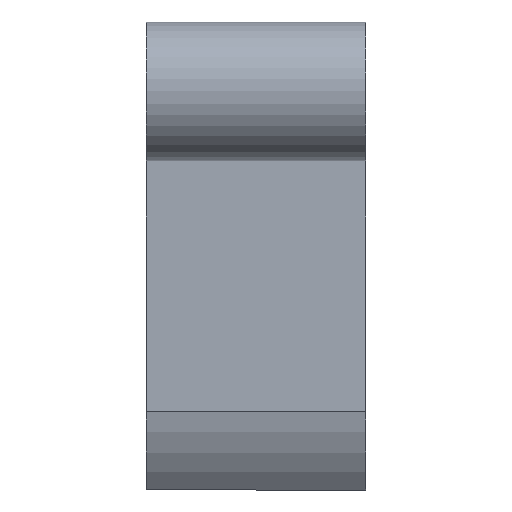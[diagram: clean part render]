
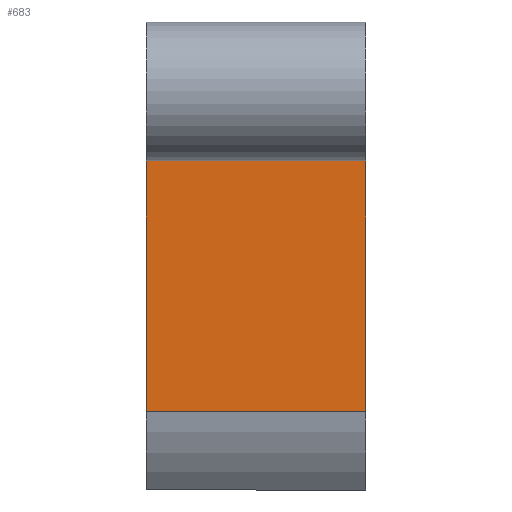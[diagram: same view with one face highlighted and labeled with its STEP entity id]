
A CAD part, front view. The second image highlights one B-rep face of the part: STEP entity #683.
In plain terms, the highlighted planar face has unit normal (0, -1, 0).
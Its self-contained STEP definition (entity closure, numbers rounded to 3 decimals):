
#10 = LINE ( 'NONE', #772, #564 ) ;
#43 = VERTEX_POINT ( 'NONE', #540 ) ;
#49 = VECTOR ( 'NONE', #319, 1000. ) ;
#52 = PLANE ( 'NONE',  #547 ) ;
#61 = CARTESIAN_POINT ( 'NONE',  ( 0., 0., -1.9 ) ) ;
#62 = CARTESIAN_POINT ( 'NONE',  ( 6., 0., -8.749 ) ) ;
#117 = VERTEX_POINT ( 'NONE', #61 ) ;
#123 = EDGE_CURVE ( 'NONE', #117, #212, #1083, .T. ) ;
#145 = CARTESIAN_POINT ( 'NONE',  ( 0., 0., 0. ) ) ;
#179 = DIRECTION ( 'NONE',  ( 1., 0., 0. ) ) ;
#212 = VERTEX_POINT ( 'NONE', #621 ) ;
#225 = FACE_OUTER_BOUND ( 'NONE', #580, .T. ) ;
#226 = VECTOR ( 'NONE', #548, 1000. ) ;
#306 = DIRECTION ( 'NONE',  ( 0., 0., -1. ) ) ;
#319 = DIRECTION ( 'NONE',  ( -1., 0., 0. ) ) ;
#335 = LINE ( 'NONE', #62, #49 ) ;
#339 = EDGE_CURVE ( 'NONE', #117, #43, #10, .T. ) ;
#455 = ORIENTED_EDGE ( 'NONE', *, *, #339, .F. ) ;
#482 = CARTESIAN_POINT ( 'NONE',  ( -4., 0., 0. ) ) ;
#535 = EDGE_CURVE ( 'NONE', #713, #212, #335, .T. ) ;
#540 = CARTESIAN_POINT ( 'NONE',  ( 6., 0., -1.9 ) ) ;
#547 = AXIS2_PLACEMENT_3D ( 'NONE', #482, #727, #306 ) ;
#548 = DIRECTION ( 'NONE',  ( 0., 0., -1. ) ) ;
#564 = VECTOR ( 'NONE', #179, 1000. ) ;
#578 = CARTESIAN_POINT ( 'NONE',  ( 6., 0., -8.749 ) ) ;
#580 = EDGE_LOOP ( 'NONE', ( #733, #1092, #692, #455 ) ) ;
#588 = EDGE_CURVE ( 'NONE', #43, #713, #910, .T. ) ;
#621 = CARTESIAN_POINT ( 'NONE',  ( 0., 0., -8.749 ) ) ;
#663 = DIRECTION ( 'NONE',  ( 0., 0., -1. ) ) ;
#683 = ADVANCED_FACE ( 'NONE', ( #225 ), #52, .T. ) ;
#692 = ORIENTED_EDGE ( 'NONE', *, *, #588, .F. ) ;
#713 = VERTEX_POINT ( 'NONE', #578 ) ;
#727 = DIRECTION ( 'NONE',  ( 0., -1., 0. ) ) ;
#731 = CARTESIAN_POINT ( 'NONE',  ( 6., 0., 0. ) ) ;
#733 = ORIENTED_EDGE ( 'NONE', *, *, #123, .T. ) ;
#772 = CARTESIAN_POINT ( 'NONE',  ( -4., 0., -1.9 ) ) ;
#840 = VECTOR ( 'NONE', #663, 1000. ) ;
#910 = LINE ( 'NONE', #731, #226 ) ;
#1083 = LINE ( 'NONE', #145, #840 ) ;
#1092 = ORIENTED_EDGE ( 'NONE', *, *, #535, .F. ) ;
